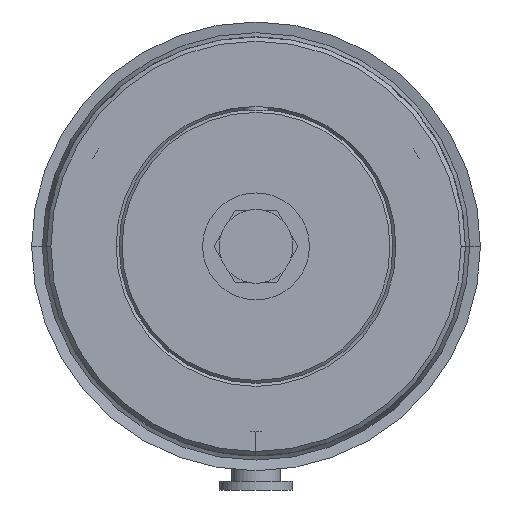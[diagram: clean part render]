
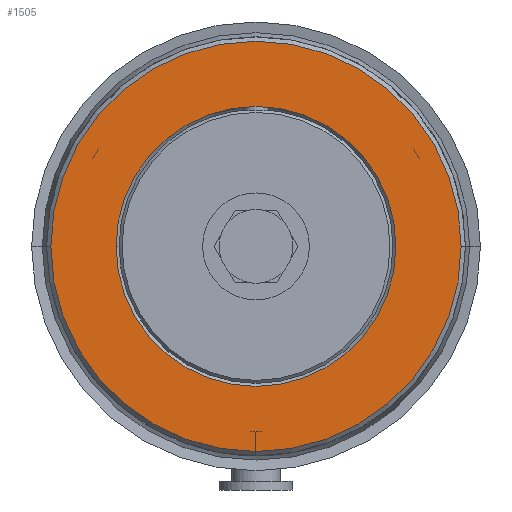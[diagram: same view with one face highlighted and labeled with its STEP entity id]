
A CAD part, front view. The second image highlights one B-rep face of the part: STEP entity #1505.
In plain terms, the highlighted planar face has unit normal (0, -1, 0).
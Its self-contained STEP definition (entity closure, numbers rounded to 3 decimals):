
#84 = CARTESIAN_POINT ( 'NONE',  ( 32.75, -169., 0. ) ) ;
#462 = AXIS2_PLACEMENT_3D ( 'NONE', #5336, #1989, #928 ) ;
#497 = CARTESIAN_POINT ( 'NONE',  ( 0., -169., 0. ) ) ;
#649 = CIRCLE ( 'NONE', #1764, 32.75 ) ;
#805 = PLANE ( 'NONE',  #1242 ) ;
#837 = FACE_OUTER_BOUND ( 'NONE', #2396, .T. ) ;
#928 = DIRECTION ( 'NONE',  ( -1., 0., 0. ) ) ;
#1242 = AXIS2_PLACEMENT_3D ( 'NONE', #6179, #2343, #1861 ) ;
#1405 = ORIENTED_EDGE ( 'NONE', *, *, #5149, .F. ) ;
#1456 = DIRECTION ( 'NONE',  ( 1., 0., 0. ) ) ;
#1505 = ADVANCED_FACE ( 'NONE', ( #837, #5241 ), #805, .F. ) ;
#1764 = AXIS2_PLACEMENT_3D ( 'NONE', #2708, #4595, #3655 ) ;
#1777 = CIRCLE ( 'NONE', #2154, 48. ) ;
#1806 = CARTESIAN_POINT ( 'NONE',  ( 0., -169., 0. ) ) ;
#1861 = DIRECTION ( 'NONE',  ( 1., 0., 0. ) ) ;
#1989 = DIRECTION ( 'NONE',  ( 0., -1., 0. ) ) ;
#2154 = AXIS2_PLACEMENT_3D ( 'NONE', #1806, #3742, #4244 ) ;
#2192 = EDGE_CURVE ( 'NONE', #2607, #5334, #649, .T. ) ;
#2232 = EDGE_LOOP ( 'NONE', ( #5205, #1405 ) ) ;
#2343 = DIRECTION ( 'NONE',  ( 0., 1., 0. ) ) ;
#2396 = EDGE_LOOP ( 'NONE', ( #2487, #5767 ) ) ;
#2487 = ORIENTED_EDGE ( 'NONE', *, *, #2576, .T. ) ;
#2576 = EDGE_CURVE ( 'NONE', #4266, #6096, #1777, .T. ) ;
#2607 = VERTEX_POINT ( 'NONE', #84 ) ;
#2708 = CARTESIAN_POINT ( 'NONE',  ( 0., -169., 0. ) ) ;
#3007 = CIRCLE ( 'NONE', #4609, 48. ) ;
#3199 = CIRCLE ( 'NONE', #462, 32.75 ) ;
#3500 = CARTESIAN_POINT ( 'NONE',  ( -48., -169., 0. ) ) ;
#3655 = DIRECTION ( 'NONE',  ( 1., 0., 0. ) ) ;
#3742 = DIRECTION ( 'NONE',  ( 0., -1., 0. ) ) ;
#4244 = DIRECTION ( 'NONE',  ( 1., 0., 0. ) ) ;
#4266 = VERTEX_POINT ( 'NONE', #4850 ) ;
#4336 = DIRECTION ( 'NONE',  ( 0., 1., 0. ) ) ;
#4583 = EDGE_CURVE ( 'NONE', #4266, #6096, #3007, .T. ) ;
#4595 = DIRECTION ( 'NONE',  ( 0., -1., 0. ) ) ;
#4609 = AXIS2_PLACEMENT_3D ( 'NONE', #497, #4336, #1456 ) ;
#4850 = CARTESIAN_POINT ( 'NONE',  ( 48., -169., 0. ) ) ;
#5149 = EDGE_CURVE ( 'NONE', #5334, #2607, #3199, .T. ) ;
#5205 = ORIENTED_EDGE ( 'NONE', *, *, #2192, .F. ) ;
#5241 = FACE_BOUND ( 'NONE', #2232, .T. ) ;
#5334 = VERTEX_POINT ( 'NONE', #6043 ) ;
#5336 = CARTESIAN_POINT ( 'NONE',  ( 0., -169., 0. ) ) ;
#5767 = ORIENTED_EDGE ( 'NONE', *, *, #4583, .F. ) ;
#6043 = CARTESIAN_POINT ( 'NONE',  ( -32.75, -169., 0. ) ) ;
#6096 = VERTEX_POINT ( 'NONE', #3500 ) ;
#6179 = CARTESIAN_POINT ( 'NONE',  ( 0., -169., 0. ) ) ;
